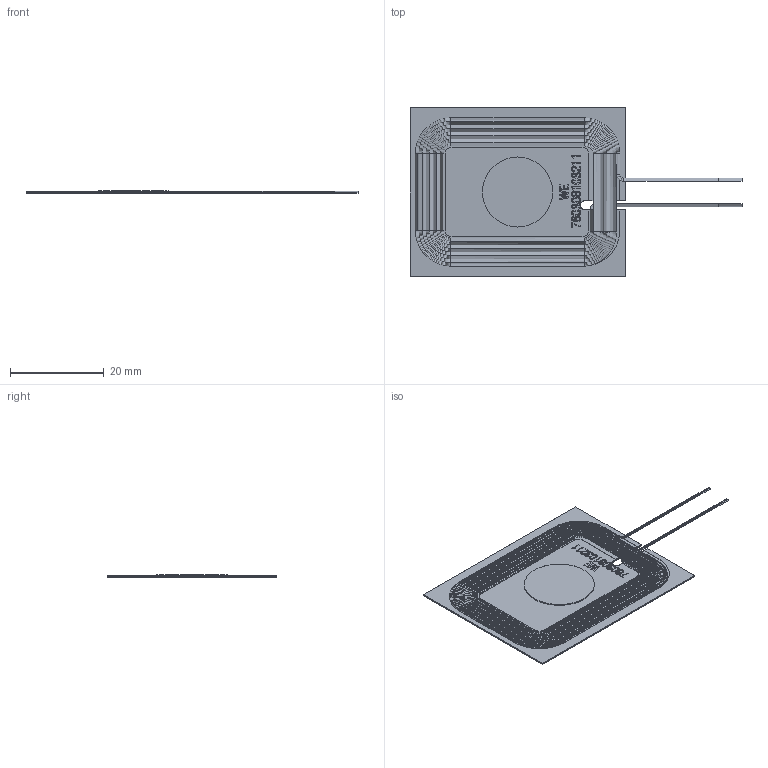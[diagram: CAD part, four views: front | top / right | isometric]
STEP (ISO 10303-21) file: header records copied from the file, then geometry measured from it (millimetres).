
FILE_DESCRIPTION(/* description */ ('Unknown'),/* implementation_level */ '2;1');
FILE_NAME(/* name */ '760308103211',/* time_stamp */ '2022-08-31T12:59:47+02:00',/* author */ ('Unknown'),/* organization */ ('Unknown'),/* preprocessor_version */ 'ST-DEVELOPER v16.7',/* originating_system */ 'Solid Edge',/* authorisation */ 'Unknown');
FILE_SCHEMA (('AUTOMOTIVE_DESIGN {1 0 10303 214 3 1 1}'));
Length unit declared in the file: millimetre
Products named in the file (10): 760308103211; D-PET 1; C-Ferrite Sheet 1; B-Adhesive Tape 2; B-Adhesive Tape 1; A-Release Paper 1; C-Ferrite Sheet 2; D-PET 2; Coil; B-Adhesive Tape 3
Assembly tree (9 placements, depth 2):
  760308103211
    D-PET 1
    C-Ferrite Sheet 1
    B-Adhesive Tape 2
    B-Adhesive Tape 1
    A-Release Paper 1
    C-Ferrite Sheet 2
    D-PET 2
    Coil
    B-Adhesive Tape 3
Bounding box: 71 x 36 x 0.52 mm (x, y, z)
Volume: 690.3 mm3; surface area: 17672.3 mm2
Topology: 9 solids, 9 shells, 476 faces, 1165 edges, 732 vertices
Faces by surface type: cylinder 161, plane 149, torus 99, bspline 67
Full cylindrical faces by diameter (mm): 0.21 x6, 15 x3
Entity records: 23779 total; most frequent: CARTESIAN_POINT 11172, ORIENTED_EDGE 2294, DIRECTION 1921, EDGE_CURVE 1147, AXIS2_PLACEMENT_3D 778, VERTEX_POINT 732, EDGE_LOOP 521, FACE_BOUND 521
